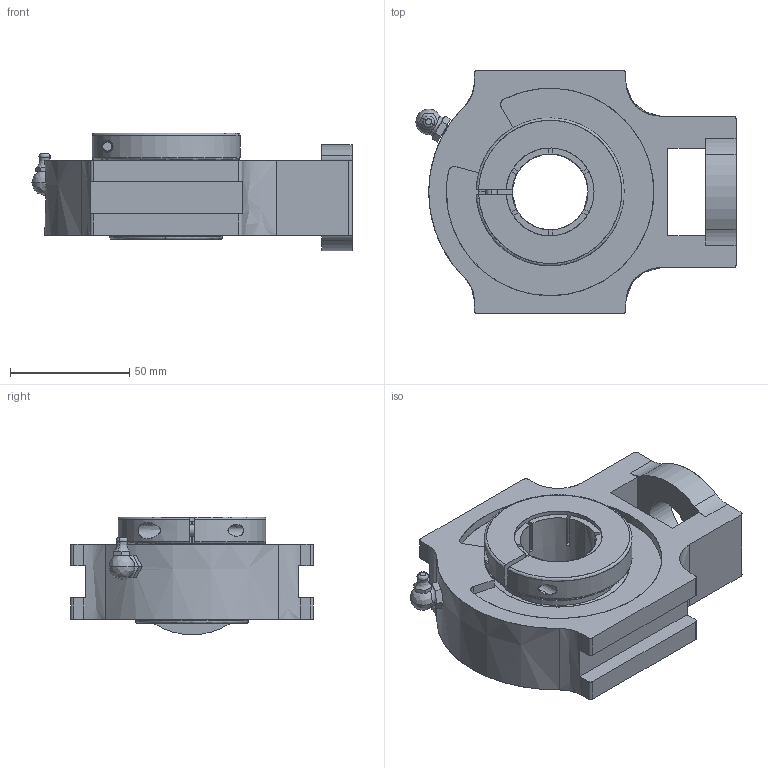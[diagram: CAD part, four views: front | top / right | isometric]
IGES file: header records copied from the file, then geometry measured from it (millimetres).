
Start section: SolidWorks IGES file using analytic representation for surfaces
Global section: file name: STDEFAU08121054401125.igs; native system: SolidWorks 2017; preprocessor: SolidWorks 2017; author: partstream; date: 170812.105443; units: millimetre
Bounding box: 133.94 x 101.6 x 49.23 mm (x, y, z)
Surface area: 52137.7 mm2 (no closed solid volume)
Topology: 0 solids, 0 shells, 171 faces, 2763 edges, 2771 vertices
Faces by surface type: bspline 99, revolution 72
